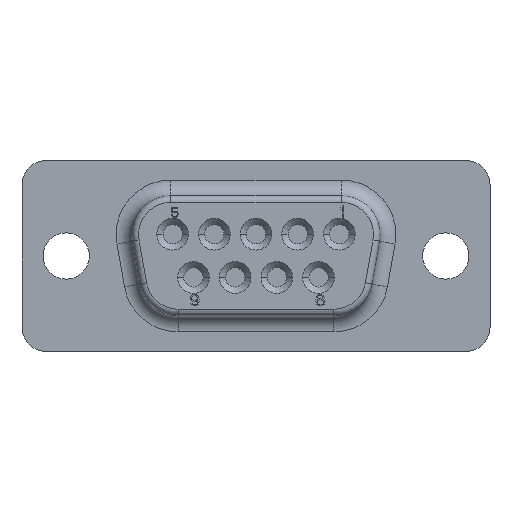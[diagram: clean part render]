
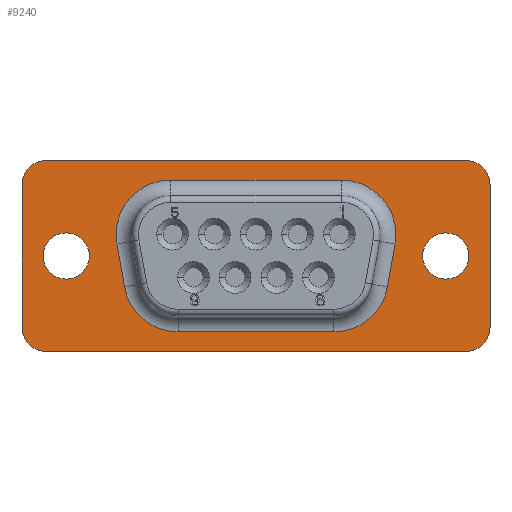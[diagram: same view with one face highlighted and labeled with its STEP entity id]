
A CAD part, top view. The second image highlights one B-rep face of the part: STEP entity #9240.
In plain terms, the highlighted planar face has unit normal (0, 0, 1).
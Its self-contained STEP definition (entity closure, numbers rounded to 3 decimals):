
#1089=CARTESIAN_POINT('',(-12.497,0.,-6.172));
#1090=DIRECTION('',(0.,0.,-1.));
#1091=DIRECTION('',(1.,0.,0.));
#1092=AXIS2_PLACEMENT_3D('',#1089,#1090,#1091);
#1094=CARTESIAN_POINT('',(-12.497,0.,-6.172));
#1095=DIRECTION('',(0.,0.,-1.));
#1096=DIRECTION('',(-1.,0.,0.));
#1097=AXIS2_PLACEMENT_3D('',#1094,#1095,#1096);
#1099=CARTESIAN_POINT('',(12.497,0.,-6.172));
#1100=DIRECTION('',(0.,0.,-1.));
#1101=DIRECTION('',(1.,0.,0.));
#1102=AXIS2_PLACEMENT_3D('',#1099,#1100,#1101);
#1104=CARTESIAN_POINT('',(12.497,0.,-6.172));
#1105=DIRECTION('',(0.,0.,-1.));
#1106=DIRECTION('',(-1.,0.,0.));
#1107=AXIS2_PLACEMENT_3D('',#1104,#1105,#1106);
#1109=DIRECTION('',(1.,0.,0.));
#1110=VECTOR('',#1109,27.661);
#1111=CARTESIAN_POINT('',(-13.83,-6.274,-6.172));
#1112=LINE('',#1111,#1110);
#1113=CARTESIAN_POINT('',(-13.83,-4.699,-6.172));
#1114=DIRECTION('',(0.,0.,1.));
#1115=DIRECTION('',(-1.,0.,0.));
#1116=AXIS2_PLACEMENT_3D('',#1113,#1114,#1115);
#1118=DIRECTION('',(0.,-1.,0.));
#1119=VECTOR('',#1118,9.398);
#1120=CARTESIAN_POINT('',(-15.405,4.699,-6.172));
#1121=LINE('',#1120,#1119);
#1122=CARTESIAN_POINT('',(-13.83,4.699,-6.172));
#1123=DIRECTION('',(0.,0.,1.));
#1124=DIRECTION('',(0.,1.,0.));
#1125=AXIS2_PLACEMENT_3D('',#1122,#1123,#1124);
#1127=DIRECTION('',(-1.,0.,0.));
#1128=VECTOR('',#1127,27.661);
#1129=CARTESIAN_POINT('',(13.83,6.274,-6.172));
#1130=LINE('',#1129,#1128);
#1131=CARTESIAN_POINT('',(13.83,4.699,-6.172));
#1132=DIRECTION('',(0.,0.,1.));
#1133=DIRECTION('',(1.,0.,0.));
#1134=AXIS2_PLACEMENT_3D('',#1131,#1132,#1133);
#1136=DIRECTION('',(0.,1.,0.));
#1137=VECTOR('',#1136,9.398);
#1138=CARTESIAN_POINT('',(15.405,-4.699,-6.172));
#1139=LINE('',#1138,#1137);
#1140=CARTESIAN_POINT('',(13.83,-4.699,-6.172));
#1141=DIRECTION('',(0.,0.,1.));
#1142=DIRECTION('',(0.,-1.,0.));
#1143=AXIS2_PLACEMENT_3D('',#1140,#1141,#1142);
#1145=CARTESIAN_POINT('',(5.626,1.41,-6.172));
#1146=DIRECTION('',(0.,0.,-1.));
#1147=DIRECTION('',(0.,1.,0.));
#1148=AXIS2_PLACEMENT_3D('',#1145,#1146,#1147);
#1150=DIRECTION('',(1.,0.,0.));
#1151=VECTOR('',#1150,11.252);
#1152=CARTESIAN_POINT('',(-5.626,4.991,-6.172));
#1153=LINE('',#1152,#1151);
#1154=CARTESIAN_POINT('',(-5.626,1.41,-6.172));
#1155=DIRECTION('',(0.,0.,-1.));
#1156=DIRECTION('',(-0.985,-0.174,0.));
#1157=AXIS2_PLACEMENT_3D('',#1154,#1155,#1156);
#1159=DIRECTION('',(-0.174,0.985,0.));
#1160=VECTOR('',#1159,2.863);
#1161=CARTESIAN_POINT('',(-8.656,-2.032,-6.172));
#1162=LINE('',#1161,#1160);
#1163=CARTESIAN_POINT('',(-5.129,-1.41,-6.172));
#1164=DIRECTION('',(0.,0.,-1.));
#1165=DIRECTION('',(0.,-1.,0.));
#1166=AXIS2_PLACEMENT_3D('',#1163,#1164,#1165);
#1168=DIRECTION('',(-1.,0.,0.));
#1169=VECTOR('',#1168,10.258);
#1170=CARTESIAN_POINT('',(5.129,-4.991,-6.172));
#1171=LINE('',#1170,#1169);
#1172=CARTESIAN_POINT('',(5.129,-1.41,-6.172));
#1173=DIRECTION('',(0.,0.,-1.));
#1174=DIRECTION('',(0.985,-0.174,0.));
#1175=AXIS2_PLACEMENT_3D('',#1172,#1173,#1174);
#1177=DIRECTION('',(-0.174,-0.985,0.));
#1178=VECTOR('',#1177,2.863);
#1179=CARTESIAN_POINT('',(9.153,0.788,-6.172));
#1180=LINE('',#1179,#1178);
#6488=CARTESIAN_POINT('',(-13.83,-6.274,-6.172));
#6489=CARTESIAN_POINT('',(13.83,-6.274,-6.172));
#6490=VERTEX_POINT('',#6488);
#6491=VERTEX_POINT('',#6489);
#6492=CARTESIAN_POINT('',(15.405,-4.699,-6.172));
#6493=VERTEX_POINT('',#6492);
#6494=CARTESIAN_POINT('',(15.405,4.699,-6.172));
#6495=VERTEX_POINT('',#6494);
#6496=CARTESIAN_POINT('',(13.83,6.274,-6.172));
#6497=VERTEX_POINT('',#6496);
#6498=CARTESIAN_POINT('',(-13.83,6.274,-6.172));
#6499=VERTEX_POINT('',#6498);
#6500=CARTESIAN_POINT('',(-15.405,4.699,-6.172));
#6501=VERTEX_POINT('',#6500);
#6502=CARTESIAN_POINT('',(-15.405,-4.699,-6.172));
#6503=VERTEX_POINT('',#6502);
#6520=CARTESIAN_POINT('',(-10.973,0.,-6.172));
#6521=CARTESIAN_POINT('',(-14.021,0.,-6.172));
#6522=VERTEX_POINT('',#6520);
#6523=VERTEX_POINT('',#6521);
#6524=CARTESIAN_POINT('',(14.021,0.,-6.172));
#6525=CARTESIAN_POINT('',(10.973,0.,-6.172));
#6526=VERTEX_POINT('',#6524);
#6527=VERTEX_POINT('',#6525);
#6952=CARTESIAN_POINT('',(5.626,4.991,-6.172));
#6953=CARTESIAN_POINT('',(9.153,0.788,-6.172));
#6954=VERTEX_POINT('',#6952);
#6955=VERTEX_POINT('',#6953);
#6958=CARTESIAN_POINT('',(8.656,-2.032,-6.172));
#6959=VERTEX_POINT('',#6958);
#6962=CARTESIAN_POINT('',(5.129,-4.991,-6.172));
#6963=VERTEX_POINT('',#6962);
#6966=CARTESIAN_POINT('',(-5.129,-4.991,-6.172));
#6967=VERTEX_POINT('',#6966);
#6970=CARTESIAN_POINT('',(-8.656,-2.032,-6.172));
#6971=VERTEX_POINT('',#6970);
#6974=CARTESIAN_POINT('',(-9.153,0.788,-6.172));
#6975=VERTEX_POINT('',#6974);
#6978=CARTESIAN_POINT('',(-5.626,4.991,-6.172));
#6979=VERTEX_POINT('',#6978);
#9191=CARTESIAN_POINT('',(0.,0.,-6.172));
#9192=DIRECTION('',(0.,0.,1.));
#9193=DIRECTION('',(1.,0.,0.));
#9194=AXIS2_PLACEMENT_3D('',#9191,#9192,#9193);
#9195=PLANE('',#9194);
#9197=ORIENTED_EDGE('',*,*,#9196,.F.);
#9199=ORIENTED_EDGE('',*,*,#9198,.F.);
#9201=ORIENTED_EDGE('',*,*,#9200,.F.);
#9203=ORIENTED_EDGE('',*,*,#9202,.F.);
#9205=ORIENTED_EDGE('',*,*,#9204,.F.);
#9207=ORIENTED_EDGE('',*,*,#9206,.F.);
#9209=ORIENTED_EDGE('',*,*,#9208,.F.);
#9211=ORIENTED_EDGE('',*,*,#9210,.F.);
#9212=EDGE_LOOP('',(#9197,#9199,#9201,#9203,#9205,#9207,#9209,#9211));
#9213=FACE_OUTER_BOUND('',#9212,.F.);
#9215=ORIENTED_EDGE('',*,*,#9214,.F.);
#9217=ORIENTED_EDGE('',*,*,#9216,.F.);
#9218=EDGE_LOOP('',(#9215,#9217));
#9219=FACE_BOUND('',#9218,.F.);
#9221=ORIENTED_EDGE('',*,*,#9220,.F.);
#9223=ORIENTED_EDGE('',*,*,#9222,.F.);
#9224=EDGE_LOOP('',(#9221,#9223));
#9225=FACE_BOUND('',#9224,.F.);
#9226=ORIENTED_EDGE('',*,*,#9184,.F.);
#9227=ORIENTED_EDGE('',*,*,#9003,.F.);
#9228=ORIENTED_EDGE('',*,*,#9018,.F.);
#9229=ORIENTED_EDGE('',*,*,#9033,.F.);
#9231=ORIENTED_EDGE('',*,*,#9230,.F.);
#9233=ORIENTED_EDGE('',*,*,#9232,.F.);
#9235=ORIENTED_EDGE('',*,*,#9234,.F.);
#9237=ORIENTED_EDGE('',*,*,#9236,.F.);
#9238=EDGE_LOOP('',(#9226,#9227,#9228,#9229,#9231,#9233,#9235,#9237));
#9239=FACE_BOUND('',#9238,.F.);
#1093=CIRCLE('',#1092,1.524);
#1098=CIRCLE('',#1097,1.524);
#1103=CIRCLE('',#1102,1.524);
#1108=CIRCLE('',#1107,1.524);
#1117=CIRCLE('',#1116,1.575);
#1126=CIRCLE('',#1125,1.575);
#1135=CIRCLE('',#1134,1.575);
#1144=CIRCLE('',#1143,1.575);
#1149=CIRCLE('',#1148,3.581);
#1158=CIRCLE('',#1157,3.581);
#1167=CIRCLE('',#1166,3.581);
#1176=CIRCLE('',#1175,3.581);
#9003=EDGE_CURVE('',#6979,#6954,#1153,.T.);
#9018=EDGE_CURVE('',#6975,#6979,#1158,.T.);
#9033=EDGE_CURVE('',#6971,#6975,#1162,.T.);
#9184=EDGE_CURVE('',#6954,#6955,#1149,.T.);
#9196=EDGE_CURVE('',#6490,#6491,#1112,.T.);
#9198=EDGE_CURVE('',#6503,#6490,#1117,.T.);
#9200=EDGE_CURVE('',#6501,#6503,#1121,.T.);
#9202=EDGE_CURVE('',#6499,#6501,#1126,.T.);
#9204=EDGE_CURVE('',#6497,#6499,#1130,.T.);
#9206=EDGE_CURVE('',#6495,#6497,#1135,.T.);
#9208=EDGE_CURVE('',#6493,#6495,#1139,.T.);
#9210=EDGE_CURVE('',#6491,#6493,#1144,.T.);
#9214=EDGE_CURVE('',#6526,#6527,#1103,.T.);
#9216=EDGE_CURVE('',#6527,#6526,#1108,.T.);
#9220=EDGE_CURVE('',#6522,#6523,#1093,.T.);
#9222=EDGE_CURVE('',#6523,#6522,#1098,.T.);
#9230=EDGE_CURVE('',#6967,#6971,#1167,.T.);
#9232=EDGE_CURVE('',#6963,#6967,#1171,.T.);
#9234=EDGE_CURVE('',#6959,#6963,#1176,.T.);
#9236=EDGE_CURVE('',#6955,#6959,#1180,.T.);
#9240=ADVANCED_FACE('',(#9213,#9219,#9225,#9239),#9195,.T.);
